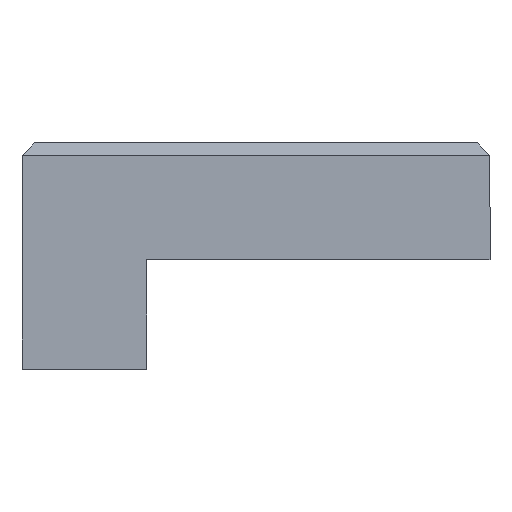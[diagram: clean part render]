
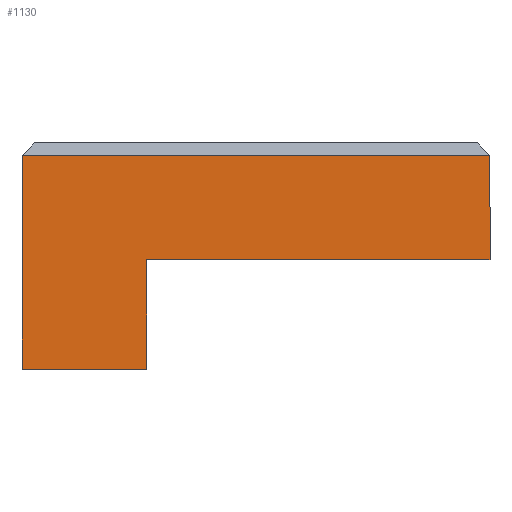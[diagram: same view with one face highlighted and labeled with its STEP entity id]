
A CAD part, left-side view. The second image highlights one B-rep face of the part: STEP entity #1130.
In plain terms, the highlighted planar face has unit normal (-1, 0, 0).
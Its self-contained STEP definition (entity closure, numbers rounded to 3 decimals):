
#21 = CARTESIAN_POINT ( 'NONE',  ( -184., 15., 0.4 ) ) ;
#24 = DIRECTION ( 'NONE',  ( -1., 0., 0. ) ) ;
#25 = EDGE_CURVE ( 'NONE', #954, #388, #424, .T. ) ;
#32 = VERTEX_POINT ( 'NONE', #1507 ) ;
#143 = FACE_OUTER_BOUND ( 'NONE', #1501, .T. ) ;
#155 = VERTEX_POINT ( 'NONE', #1529 ) ;
#190 = VERTEX_POINT ( 'NONE', #326 ) ;
#206 = ORIENTED_EDGE ( 'NONE', *, *, #25, .T. ) ;
#224 = CARTESIAN_POINT ( 'NONE',  ( -184., 4., 3.75 ) ) ;
#264 = CARTESIAN_POINT ( 'NONE',  ( -184., 7.5, 0.4 ) ) ;
#276 = EDGE_CURVE ( 'NONE', #996, #954, #773, .T. ) ;
#279 = ORIENTED_EDGE ( 'NONE', *, *, #276, .T. ) ;
#326 = CARTESIAN_POINT ( 'NONE',  ( -184., 0., 7.25 ) ) ;
#355 = ORIENTED_EDGE ( 'NONE', *, *, #897, .T. ) ;
#374 = VECTOR ( 'NONE', #792, 1000. ) ;
#388 = VERTEX_POINT ( 'NONE', #21 ) ;
#397 = VECTOR ( 'NONE', #989, 1000. ) ;
#424 = LINE ( 'NONE', #1131, #706 ) ;
#472 = ORIENTED_EDGE ( 'NONE', *, *, #699, .T. ) ;
#496 = CARTESIAN_POINT ( 'NONE',  ( -184., 7.5, 7.25 ) ) ;
#537 = ORIENTED_EDGE ( 'NONE', *, *, #1317, .F. ) ;
#541 = LINE ( 'NONE', #1025, #374 ) ;
#580 = VECTOR ( 'NONE', #902, 1000. ) ;
#610 = DIRECTION ( 'NONE',  ( 0., 0., -1. ) ) ;
#669 = CARTESIAN_POINT ( 'NONE',  ( -184., 4., 3.75 ) ) ;
#699 = EDGE_CURVE ( 'NONE', #388, #155, #1464, .T. ) ;
#706 = VECTOR ( 'NONE', #774, 1000. ) ;
#773 = LINE ( 'NONE', #1001, #397 ) ;
#774 = DIRECTION ( 'NONE',  ( 0., 0., -1. ) ) ;
#792 = DIRECTION ( 'NONE',  ( 0., 0., -1. ) ) ;
#827 = EDGE_CURVE ( 'NONE', #996, #32, #917, .T. ) ;
#834 = ORIENTED_EDGE ( 'NONE', *, *, #827, .F. ) ;
#897 = EDGE_CURVE ( 'NONE', #190, #32, #1148, .T. ) ;
#902 = DIRECTION ( 'NONE',  ( 0., 0., 1. ) ) ;
#917 = LINE ( 'NONE', #669, #580 ) ;
#924 = DIRECTION ( 'NONE',  ( 0., 1., 0. ) ) ;
#954 = VERTEX_POINT ( 'NONE', #1021 ) ;
#959 = VECTOR ( 'NONE', #1112, 1000. ) ;
#989 = DIRECTION ( 'NONE',  ( 0., 1., 0. ) ) ;
#996 = VERTEX_POINT ( 'NONE', #224 ) ;
#1001 = CARTESIAN_POINT ( 'NONE',  ( -184., 7.5, 3.75 ) ) ;
#1021 = CARTESIAN_POINT ( 'NONE',  ( -184., 15., 3.75 ) ) ;
#1025 = CARTESIAN_POINT ( 'NONE',  ( -184., 0., 7.25 ) ) ;
#1102 = PLANE ( 'NONE',  #1307 ) ;
#1112 = DIRECTION ( 'NONE',  ( 0., -1., 0. ) ) ;
#1130 = ADVANCED_FACE ( 'NONE', ( #143 ), #1102, .T. ) ;
#1131 = CARTESIAN_POINT ( 'NONE',  ( -184., 15., 7.25 ) ) ;
#1148 = LINE ( 'NONE', #1279, #1413 ) ;
#1279 = CARTESIAN_POINT ( 'NONE',  ( -184., 7.5, 7.25 ) ) ;
#1307 = AXIS2_PLACEMENT_3D ( 'NONE', #496, #24, #610 ) ;
#1317 = EDGE_CURVE ( 'NONE', #190, #155, #541, .T. ) ;
#1413 = VECTOR ( 'NONE', #924, 1000. ) ;
#1464 = LINE ( 'NONE', #264, #959 ) ;
#1501 = EDGE_LOOP ( 'NONE', ( #206, #472, #537, #355, #834, #279 ) ) ;
#1507 = CARTESIAN_POINT ( 'NONE',  ( -184., 4., 7.25 ) ) ;
#1529 = CARTESIAN_POINT ( 'NONE',  ( -184., 0., 0.4 ) ) ;
